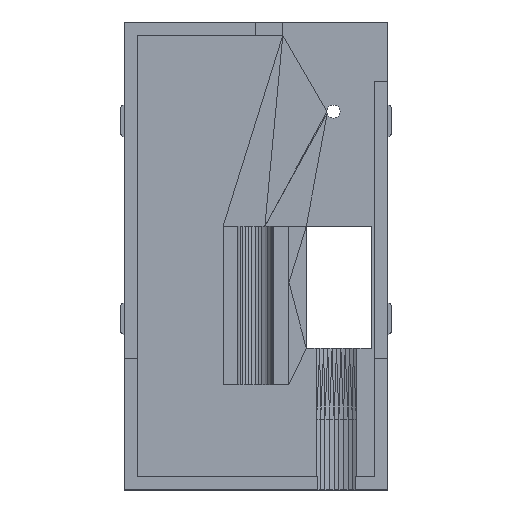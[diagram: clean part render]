
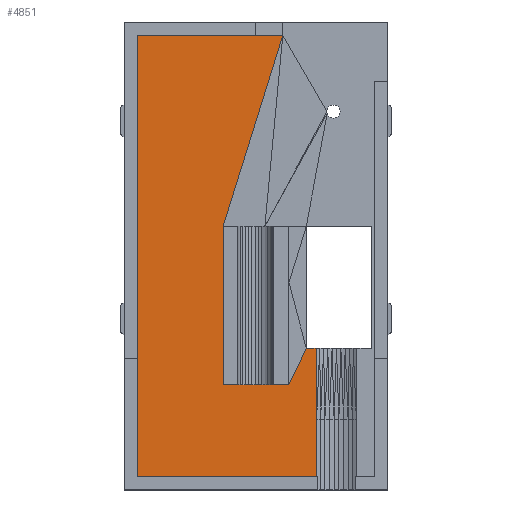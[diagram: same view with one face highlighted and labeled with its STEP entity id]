
A CAD part, top view. The second image highlights one B-rep face of the part: STEP entity #4851.
In plain terms, the highlighted planar face has unit normal (0, 0, 1).
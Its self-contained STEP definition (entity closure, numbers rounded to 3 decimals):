
#47=PLANE('',#5186);
#343=FACE_OUTER_BOUND('',#641,.T.);
#641=EDGE_LOOP('',(#3574,#3575,#3576,#3577,#3578,#3579,#3580,#3581,#3582));
#1004=LINE('',#6982,#1689);
#1006=LINE('',#6986,#1691);
#1007=LINE('',#6988,#1692);
#1008=LINE('',#6990,#1693);
#1009=LINE('',#6992,#1694);
#1010=LINE('',#6994,#1695);
#1011=LINE('',#6996,#1696);
#1012=LINE('',#6998,#1697);
#1013=LINE('',#6999,#1698);
#1689=VECTOR('',#5635,0.394);
#1691=VECTOR('',#5639,0.394);
#1692=VECTOR('',#5640,0.394);
#1693=VECTOR('',#5641,0.394);
#1694=VECTOR('',#5642,0.394);
#1695=VECTOR('',#5643,0.394);
#1696=VECTOR('',#5644,0.394);
#1697=VECTOR('',#5645,0.394);
#1698=VECTOR('',#5646,0.394);
#2382=VERTEX_POINT('',#6979);
#2383=VERTEX_POINT('',#6981);
#2384=VERTEX_POINT('',#6985);
#2385=VERTEX_POINT('',#6987);
#2386=VERTEX_POINT('',#6989);
#2387=VERTEX_POINT('',#6991);
#2388=VERTEX_POINT('',#6993);
#2389=VERTEX_POINT('',#6995);
#2390=VERTEX_POINT('',#6997);
#2815=EDGE_CURVE('',#2383,#2382,#1004,.T.);
#2817=EDGE_CURVE('',#2382,#2384,#1006,.T.);
#2818=EDGE_CURVE('',#2385,#2384,#1007,.T.);
#2819=EDGE_CURVE('',#2385,#2386,#1008,.T.);
#2820=EDGE_CURVE('',#2386,#2387,#1009,.T.);
#2821=EDGE_CURVE('',#2387,#2388,#1010,.T.);
#2822=EDGE_CURVE('',#2389,#2388,#1011,.T.);
#2823=EDGE_CURVE('',#2390,#2389,#1012,.T.);
#2824=EDGE_CURVE('',#2383,#2390,#1013,.T.);
#3574=ORIENTED_EDGE('',*,*,#2815,.T.);
#3575=ORIENTED_EDGE('',*,*,#2817,.T.);
#3576=ORIENTED_EDGE('',*,*,#2818,.F.);
#3577=ORIENTED_EDGE('',*,*,#2819,.T.);
#3578=ORIENTED_EDGE('',*,*,#2820,.T.);
#3579=ORIENTED_EDGE('',*,*,#2821,.T.);
#3580=ORIENTED_EDGE('',*,*,#2822,.F.);
#3581=ORIENTED_EDGE('',*,*,#2823,.F.);
#3582=ORIENTED_EDGE('',*,*,#2824,.F.);
#4851=ADVANCED_FACE('',(#343),#47,.T.);
#5186=AXIS2_PLACEMENT_3D('',#6984,#5637,#5638);
#5635=DIRECTION('',(0.298,0.954,0.));
#5637=DIRECTION('center_axis',(0.,0.,1.));
#5638=DIRECTION('ref_axis',(1.,0.,0.));
#5639=DIRECTION('',(-1.,0.,0.));
#5640=DIRECTION('',(0.,1.,0.));
#5641=DIRECTION('',(1.,0.,0.));
#5642=DIRECTION('',(0.,1.,0.));
#5643=DIRECTION('',(-1.,0.,0.));
#5644=DIRECTION('',(0.432,0.902,0.));
#5645=DIRECTION('',(1.,0.,0.));
#5646=DIRECTION('',(0.,-1.,0.));
#6979=CARTESIAN_POINT('',(577.96,1398.8,35.56));
#6981=CARTESIAN_POINT('',(568.896,1369.8,35.56));
#6982=CARTESIAN_POINT('',(568.896,1369.8,35.56));
#6984=CARTESIAN_POINT('Origin',(568.896,1369.8,35.56));
#6985=CARTESIAN_POINT('',(555.896,1398.8,35.56));
#6986=CARTESIAN_POINT('',(577.96,1398.8,35.56));
#6987=CARTESIAN_POINT('',(555.896,1331.8,35.56));
#6988=CARTESIAN_POINT('',(555.896,1331.8,35.56));
#6989=CARTESIAN_POINT('',(583.021,1331.8,35.56));
#6990=CARTESIAN_POINT('',(555.896,1331.8,35.56));
#6991=CARTESIAN_POINT('',(583.021,1351.3,35.56));
#6992=CARTESIAN_POINT('',(583.021,1331.8,35.56));
#6993=CARTESIAN_POINT('',(581.529,1351.3,35.56));
#6994=CARTESIAN_POINT('',(583.021,1351.3,35.56));
#6995=CARTESIAN_POINT('',(578.896,1345.8,35.56));
#6996=CARTESIAN_POINT('',(578.896,1345.8,35.56));
#6997=CARTESIAN_POINT('',(568.896,1345.8,35.56));
#6998=CARTESIAN_POINT('',(568.896,1345.8,35.56));
#6999=CARTESIAN_POINT('',(568.896,1369.8,35.56));
